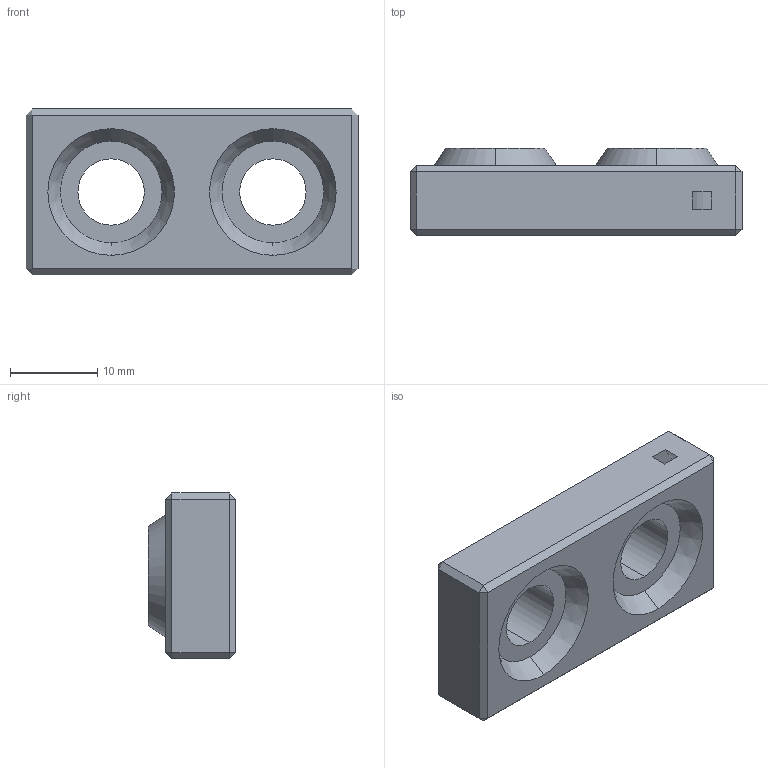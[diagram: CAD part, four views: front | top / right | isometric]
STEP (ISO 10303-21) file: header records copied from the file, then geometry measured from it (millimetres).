
FILE_DESCRIPTION (( 'STEP AP203' ), '1' );
FILE_NAME ('Ladrillo Construcción.STEP', '2021-04-28T18:16:40', ( '' ), ( '' ), 'SwSTEP 2.0', 'SolidWorks 2018', '' );
FILE_SCHEMA (( 'CONFIG_CONTROL_DESIGN' ));
Length unit declared in the file: millimetre
Products named in the file (1): Ladrillo Construcción
Bounding box: 38 x 10 x 19 mm (x, y, z)
Volume: 4895.3 mm3; surface area: 2669.1 mm2
Topology: 1 solids, 1 shells, 46 faces, 96 edges, 56 vertices
Faces by surface type: plane 32, cone 8, cylinder 6
Entity records: 1285 total; most frequent: DIRECTION 218, CARTESIAN_POINT 199, ORIENTED_EDGE 192, EDGE_CURVE 96, AXIS2_PLACEMENT_3D 75, VECTOR 68, LINE 68, EDGE_LOOP 56
